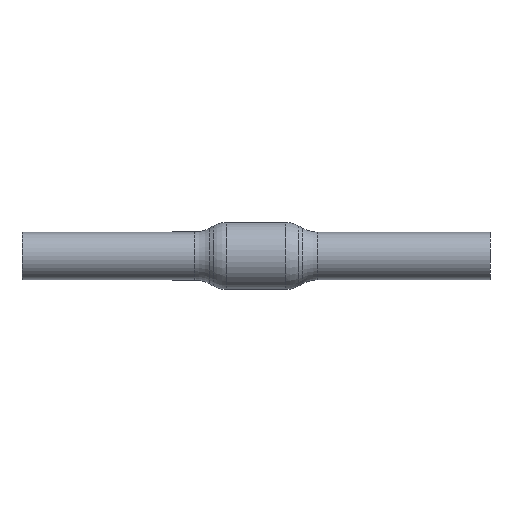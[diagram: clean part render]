
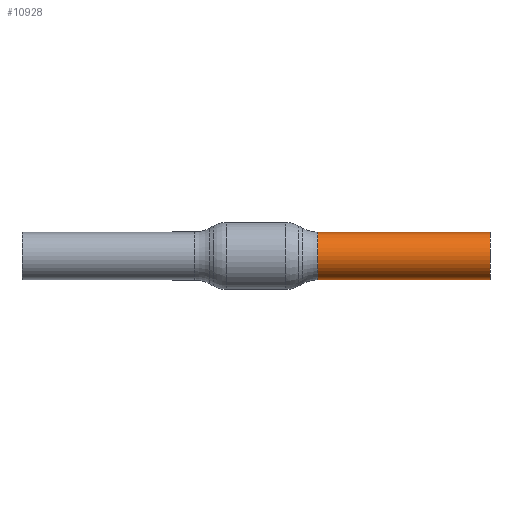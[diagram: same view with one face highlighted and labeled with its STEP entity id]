
A CAD part, front view. The second image highlights one B-rep face of the part: STEP entity #10928.
In plain terms, the highlighted cylindrical face has radius 10.65 mm (diameter 21.3 mm), a partial arc.
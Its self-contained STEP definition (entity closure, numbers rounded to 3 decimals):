
#4108 = CARTESIAN_POINT ( 'NONE',  ( 105., 0., 10.65 ) ) ;
#4956 = EDGE_CURVE ( 'NONE', #7279, #9799, #15598, .T. ) ;
#6099 = AXIS2_PLACEMENT_3D ( 'NONE', #56371, #31673, #7204 ) ;
#6193 = AXIS2_PLACEMENT_3D ( 'NONE', #50468, #34768, #39877 ) ;
#7204 = DIRECTION ( 'NONE',  ( 0., 0., 1. ) ) ;
#7279 = VERTEX_POINT ( 'NONE', #4108 ) ;
#7442 = LINE ( 'NONE', #50527, #28307 ) ;
#8382 = EDGE_CURVE ( 'NONE', #9799, #23262, #38274, .T. ) ;
#8676 = CARTESIAN_POINT ( 'NONE',  ( -62.69, 0., -10.65 ) ) ;
#8859 = ORIENTED_EDGE ( 'NONE', *, *, #8382, .F. ) ;
#9192 = VERTEX_POINT ( 'NONE', #14871 ) ;
#9799 = VERTEX_POINT ( 'NONE', #26678 ) ;
#10024 = CARTESIAN_POINT ( 'NONE',  ( 105., 0., 0. ) ) ;
#10928 = ADVANCED_FACE ( 'NONE', ( #10932 ), #44367, .T. ) ;
#10932 = FACE_OUTER_BOUND ( 'NONE', #29207, .T. ) ;
#14871 = CARTESIAN_POINT ( 'NONE',  ( 27.786, 0., 10.65 ) ) ;
#15598 = CIRCLE ( 'NONE', #62518, 10.65 ) ;
#22622 = DIRECTION ( 'NONE',  ( 0., 0., -1. ) ) ;
#23262 = VERTEX_POINT ( 'NONE', #24041 ) ;
#24041 = CARTESIAN_POINT ( 'NONE',  ( 27.786, 0., -10.65 ) ) ;
#26678 = CARTESIAN_POINT ( 'NONE',  ( 105., 0., -10.65 ) ) ;
#27831 = EDGE_CURVE ( 'NONE', #7279, #9192, #7442, .T. ) ;
#28307 = VECTOR ( 'NONE', #36712, 1000. ) ;
#28888 = ORIENTED_EDGE ( 'NONE', *, *, #4956, .F. ) ;
#29207 = EDGE_LOOP ( 'NONE', ( #8859, #28888, #35792, #60317 ) ) ;
#29866 = EDGE_CURVE ( 'NONE', #23262, #9192, #37589, .T. ) ;
#31673 = DIRECTION ( 'NONE',  ( -1., 0., 0. ) ) ;
#34768 = DIRECTION ( 'NONE',  ( -1., 0., 0. ) ) ;
#35756 = DIRECTION ( 'NONE',  ( 1., 0., 0. ) ) ;
#35792 = ORIENTED_EDGE ( 'NONE', *, *, #27831, .T. ) ;
#36712 = DIRECTION ( 'NONE',  ( -1., 0., 0. ) ) ;
#37589 = CIRCLE ( 'NONE', #6099, 10.65 ) ;
#38274 = LINE ( 'NONE', #8676, #42571 ) ;
#39877 = DIRECTION ( 'NONE',  ( 0., 0., 1. ) ) ;
#42571 = VECTOR ( 'NONE', #62956, 1000. ) ;
#44367 = CYLINDRICAL_SURFACE ( 'NONE', #6193, 10.65 ) ;
#50468 = CARTESIAN_POINT ( 'NONE',  ( -62.69, 0., 0. ) ) ;
#50527 = CARTESIAN_POINT ( 'NONE',  ( -62.69, 0., 10.65 ) ) ;
#56371 = CARTESIAN_POINT ( 'NONE',  ( 27.786, 0., 0. ) ) ;
#60317 = ORIENTED_EDGE ( 'NONE', *, *, #29866, .F. ) ;
#62518 = AXIS2_PLACEMENT_3D ( 'NONE', #10024, #35756, #22622 ) ;
#62956 = DIRECTION ( 'NONE',  ( -1., 0., 0. ) ) ;
